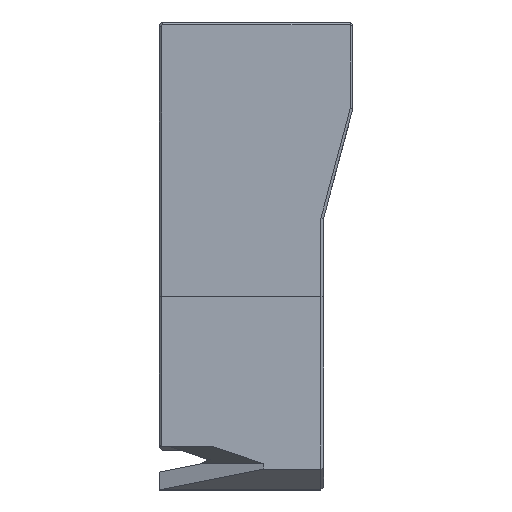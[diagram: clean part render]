
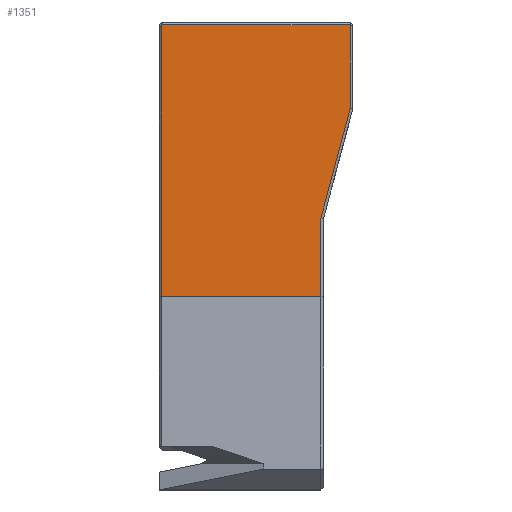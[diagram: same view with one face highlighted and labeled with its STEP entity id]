
A CAD part, front view. The second image highlights one B-rep face of the part: STEP entity #1351.
In plain terms, the highlighted planar face has unit normal (0, -1, 0).
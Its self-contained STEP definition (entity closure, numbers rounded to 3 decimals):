
#13 = LINE ( 'NONE', #2374, #5995 ) ;
#74 = EDGE_CURVE ( 'NONE', #211, #4246, #2609, .T. ) ;
#211 = VERTEX_POINT ( 'NONE', #2853 ) ;
#335 = VECTOR ( 'NONE', #1902, 1000. ) ;
#394 = VECTOR ( 'NONE', #963, 1000. ) ;
#681 = EDGE_CURVE ( 'NONE', #5885, #5813, #13, .T. ) ;
#766 = CARTESIAN_POINT ( 'NONE',  ( 18.332, -15.756, 43.537 ) ) ;
#963 = DIRECTION ( 'NONE',  ( 0.259, 0., 0.966 ) ) ;
#1270 = EDGE_CURVE ( 'NONE', #5885, #4855, #3674, .T. ) ;
#1316 = DIRECTION ( 'NONE',  ( 0.541, 0., 0.841 ) ) ;
#1351 = ADVANCED_FACE ( 'NONE', ( #4741 ), #1434, .F. ) ;
#1434 = PLANE ( 'NONE',  #2134 ) ;
#1465 = ORIENTED_EDGE ( 'NONE', *, *, #6143, .T. ) ;
#1798 = EDGE_CURVE ( 'NONE', #2147, #5813, #5479, .T. ) ;
#1902 = DIRECTION ( 'NONE',  ( 0., 0., 1. ) ) ;
#2134 = AXIS2_PLACEMENT_3D ( 'NONE', #4829, #2396, #5178 ) ;
#2147 = VERTEX_POINT ( 'NONE', #3657 ) ;
#2374 = CARTESIAN_POINT ( 'NONE',  ( -3.258, -15.756, 53.019 ) ) ;
#2396 = DIRECTION ( 'NONE',  ( 0., 1., 0. ) ) ;
#2476 = LINE ( 'NONE', #3384, #335 ) ;
#2609 = LINE ( 'NONE', #766, #5649 ) ;
#2835 = EDGE_CURVE ( 'NONE', #2147, #3932, #2476, .T. ) ;
#2853 = CARTESIAN_POINT ( 'NONE',  ( 18.332, -15.756, 43.537 ) ) ;
#2891 = DIRECTION ( 'NONE',  ( -1., 0., 0. ) ) ;
#2927 = EDGE_CURVE ( 'NONE', #4246, #4855, #3825, .T. ) ;
#2970 = ORIENTED_EDGE ( 'NONE', *, *, #1270, .F. ) ;
#3284 = ORIENTED_EDGE ( 'NONE', *, *, #1798, .F. ) ;
#3332 = CARTESIAN_POINT ( 'NONE',  ( 13.116, -15.756, 24.07 ) ) ;
#3384 = CARTESIAN_POINT ( 'NONE',  ( 14.97, -15.756, 21.989 ) ) ;
#3451 = ORIENTED_EDGE ( 'NONE', *, *, #2927, .T. ) ;
#3657 = CARTESIAN_POINT ( 'NONE',  ( 14.97, -15.756, 21.989 ) ) ;
#3674 = LINE ( 'NONE', #5580, #5171 ) ;
#3689 = VECTOR ( 'NONE', #5014, 1000. ) ;
#3742 = CARTESIAN_POINT ( 'NONE',  ( 14.97, -15.756, 30.989 ) ) ;
#3825 = LINE ( 'NONE', #4327, #5896 ) ;
#3873 = CARTESIAN_POINT ( 'NONE',  ( -3.258, -15.756, 53.019 ) ) ;
#3887 = ORIENTED_EDGE ( 'NONE', *, *, #2835, .T. ) ;
#3932 = VERTEX_POINT ( 'NONE', #3742 ) ;
#3954 = ORIENTED_EDGE ( 'NONE', *, *, #681, .T. ) ;
#3961 = CARTESIAN_POINT ( 'NONE',  ( -3.178, -15.756, 53.143 ) ) ;
#4047 = CARTESIAN_POINT ( 'NONE',  ( 14.97, -15.756, 21.989 ) ) ;
#4246 = VERTEX_POINT ( 'NONE', #5199 ) ;
#4283 = DIRECTION ( 'NONE',  ( 0., 0., -1. ) ) ;
#4327 = CARTESIAN_POINT ( 'NONE',  ( 18.332, -15.756, 53.143 ) ) ;
#4357 = LINE ( 'NONE', #3332, #394 ) ;
#4741 = FACE_OUTER_BOUND ( 'NONE', #5614, .T. ) ;
#4819 = CARTESIAN_POINT ( 'NONE',  ( -3.258, -15.756, 21.989 ) ) ;
#4829 = CARTESIAN_POINT ( 'NONE',  ( 52.16, -15.756, 51.775 ) ) ;
#4855 = VERTEX_POINT ( 'NONE', #3961 ) ;
#4941 = DIRECTION ( 'NONE',  ( 0., 0., 1. ) ) ;
#5014 = DIRECTION ( 'NONE',  ( -1., 0., 0. ) ) ;
#5171 = VECTOR ( 'NONE', #1316, 1000. ) ;
#5178 = DIRECTION ( 'NONE',  ( 1., 0., 0. ) ) ;
#5199 = CARTESIAN_POINT ( 'NONE',  ( 18.332, -15.756, 53.143 ) ) ;
#5479 = LINE ( 'NONE', #4047, #3689 ) ;
#5580 = CARTESIAN_POINT ( 'NONE',  ( -3.258, -15.756, 53.019 ) ) ;
#5614 = EDGE_LOOP ( 'NONE', ( #3954, #3284, #3887, #1465, #6007, #3451, #2970 ) ) ;
#5649 = VECTOR ( 'NONE', #4941, 1000. ) ;
#5813 = VERTEX_POINT ( 'NONE', #4819 ) ;
#5885 = VERTEX_POINT ( 'NONE', #3873 ) ;
#5896 = VECTOR ( 'NONE', #2891, 1000. ) ;
#5995 = VECTOR ( 'NONE', #4283, 1000. ) ;
#6007 = ORIENTED_EDGE ( 'NONE', *, *, #74, .T. ) ;
#6143 = EDGE_CURVE ( 'NONE', #3932, #211, #4357, .T. ) ;
